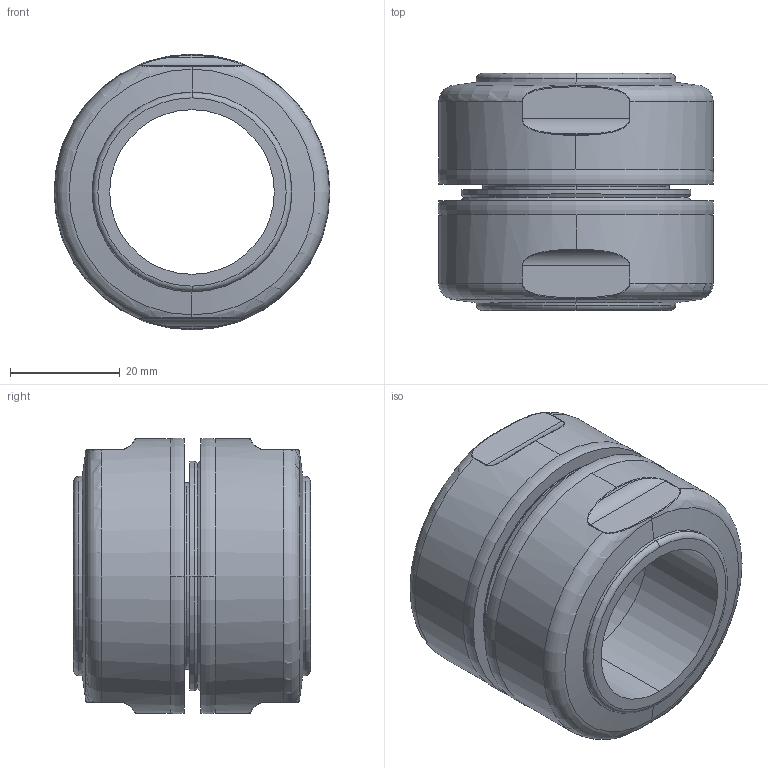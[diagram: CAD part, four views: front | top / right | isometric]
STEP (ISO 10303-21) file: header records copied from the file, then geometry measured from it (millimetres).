
FILE_DESCRIPTION((''),'2;1');
FILE_NAME('DM_CAD-2182_SW0001','2015-11-04T',('Creinig-se'),(''),'PRO/ENGINEER BY PARAMETRIC TECHNOLOGY CORPORATION, 2013050','PRO/ENGINEER BY PARAMETRIC TECHNOLOGY CORPORATION, 2013050','');
FILE_SCHEMA(('CONFIG_CONTROL_DESIGN'));
Length unit declared in the file: millimetre
Products named in the file (1): DM_CAD-2182_SW0001
Bounding box: 50.3 x 43.2 x 50.3 mm (x, y, z)
Volume: 46221.7 mm3; surface area: 15707.1 mm2
Topology: 1 solids, 1 shells, 111 faces, 251 edges, 150 vertices
Faces by surface type: cylinder 32, torus 26, bspline 19, plane 18, cone 16
Entity records: 5572 total; most frequent: CARTESIAN_POINT 2323, DIRECTION 504, ORIENTED_EDGE 502, EDGE_CURVE 251, AXIS2_PLACEMENT_3D 222, VERTEX_POINT 150, CIRCLE 130, EDGE_LOOP 121
